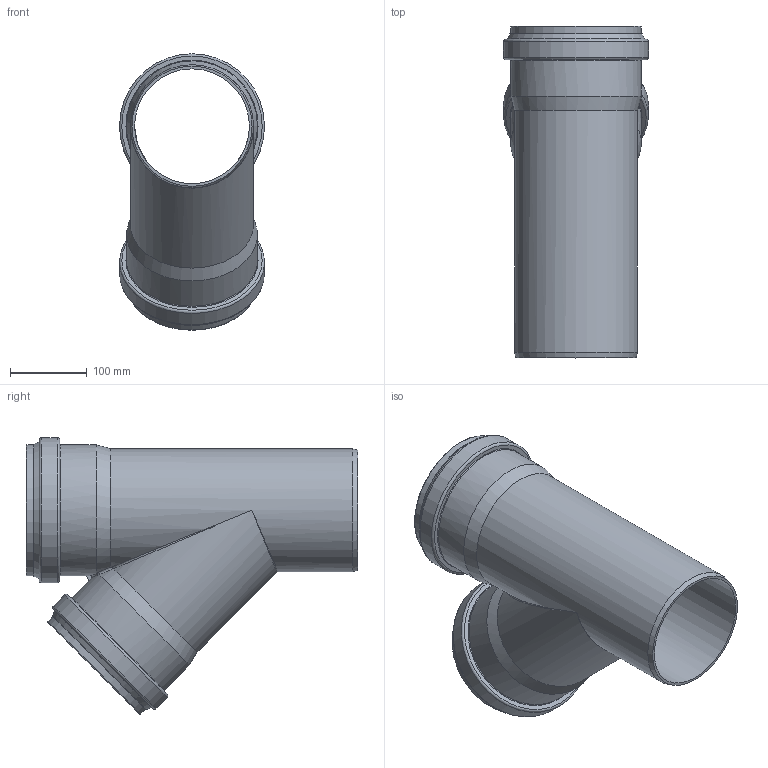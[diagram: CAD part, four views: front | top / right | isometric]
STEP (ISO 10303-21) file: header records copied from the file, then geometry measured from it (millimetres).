
FILE_DESCRIPTION(/* description */ (''),/* implementation_level */ '2;1');
FILE_NAME(/* name */ '772550 KG2000EA Abzweig DN_OD 160_160_45°.stp',/* time_stamp */ '2017-01-30T13:23:55+01:00',/* author */ ('user1'),/* organization */ (''),/* preprocessor_version */ 'ST-DEVELOPER v16.1',/* originating_system */ 'Autodesk Inventor 2016',/* authorisation */ '');
FILE_SCHEMA (('AUTOMOTIVE_DESIGN { 1 0 10303 214 3 1 1 }'));
Length unit declared in the file: millimetre
Products named in the file (1): 772550 KG2000EA Abzweig DN_OD 160_160_45°
Bounding box: 188.8 x 432 x 360 mm (x, y, z)
Volume: 1561431 mm3; surface area: 621368.5 mm2
Topology: 1 solids, 1 shells, 85 faces, 185 edges, 105 vertices
Faces by surface type: torus 28, cylinder 19, cone 15, plane 14, bspline 9
Full cylindrical faces by diameter (mm): 149.54 x2, 160.1 x1, 160.7 x2, 161 x4, 170.1 x2, 170.4 x2, 179.4 x2, 188.8 x2
Entity records: 2456 total; most frequent: CARTESIAN_POINT 888, DIRECTION 328, ORIENTED_EDGE 234, AXIS2_PLACEMENT_3D 161, EDGE_LOOP 154, EDGE_CURVE 117, VERTEX_POINT 101, FACE_OUTER_BOUND 84
